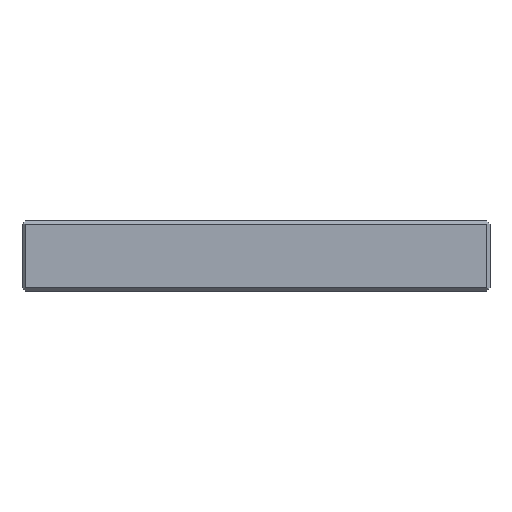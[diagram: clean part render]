
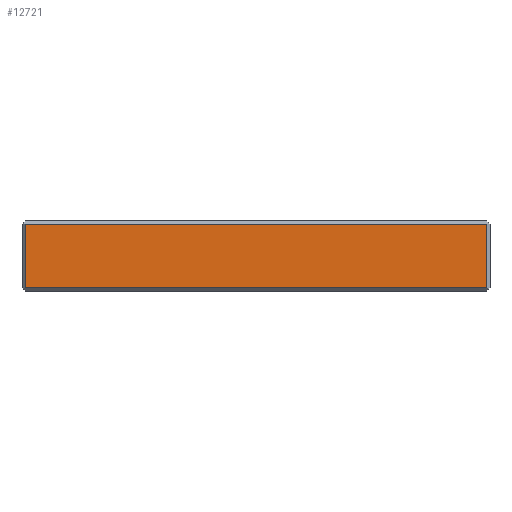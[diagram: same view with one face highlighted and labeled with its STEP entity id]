
A CAD part, front view. The second image highlights one B-rep face of the part: STEP entity #12721.
In plain terms, the highlighted planar face has unit normal (0, -1, 0).
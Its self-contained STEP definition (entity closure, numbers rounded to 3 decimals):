
#9488=FACE_OUTER_BOUND('',#22397,.T.);
#12721=ADVANCED_FACE('',(#9488),#16329,.T.);
#16329=PLANE('',#76454);
#22397=EDGE_LOOP('',(#26845,#26846,#26847,#26848));
#26845=ORIENTED_EDGE('',*,*,#52751,.T.);
#26846=ORIENTED_EDGE('',*,*,#52752,.T.);
#26847=ORIENTED_EDGE('',*,*,#52753,.T.);
#26848=ORIENTED_EDGE('',*,*,#52754,.T.);
#46185=VERTEX_POINT('',#97194);
#46186=VERTEX_POINT('',#97195);
#46187=VERTEX_POINT('',#97197);
#46188=VERTEX_POINT('',#97199);
#52751=EDGE_CURVE('',#46185,#46186,#62339,.T.);
#52752=EDGE_CURVE('',#46186,#46187,#62340,.T.);
#52753=EDGE_CURVE('',#46187,#46188,#62341,.T.);
#52754=EDGE_CURVE('',#46188,#46185,#62342,.T.);
#62339=LINE('',#97193,#69423);
#62340=LINE('',#97196,#69424);
#62341=LINE('',#97198,#69425);
#62342=LINE('',#97200,#69426);
#69423=VECTOR('',#80900,1.);
#69424=VECTOR('',#80901,1.);
#69425=VECTOR('',#80902,1.);
#69426=VECTOR('',#80903,1.);
#76454=AXIS2_PLACEMENT_3D('',#97201,#80904,#80905);
#80900=DIRECTION('',(-1.,0.,0.));
#80901=DIRECTION('',(0.,0.,-1.));
#80902=DIRECTION('',(1.,0.,0.));
#80903=DIRECTION('',(0.,0.,1.));
#80904=DIRECTION('',(0.,-1.,0.));
#80905=DIRECTION('',(0.,0.,1.));
#97193=CARTESIAN_POINT('',(50.,0.,14.25));
#97194=CARTESIAN_POINT('',(99.275,0.,14.25));
#97195=CARTESIAN_POINT('',(0.725,0.,14.25));
#97196=CARTESIAN_POINT('',(0.725,0.,0.));
#97197=CARTESIAN_POINT('',(0.725,0.,0.75));
#97198=CARTESIAN_POINT('',(50.,0.,0.75));
#97199=CARTESIAN_POINT('',(99.275,0.,0.75));
#97200=CARTESIAN_POINT('',(99.275,0.,0.));
#97201=CARTESIAN_POINT('',(50.,0.,0.));
